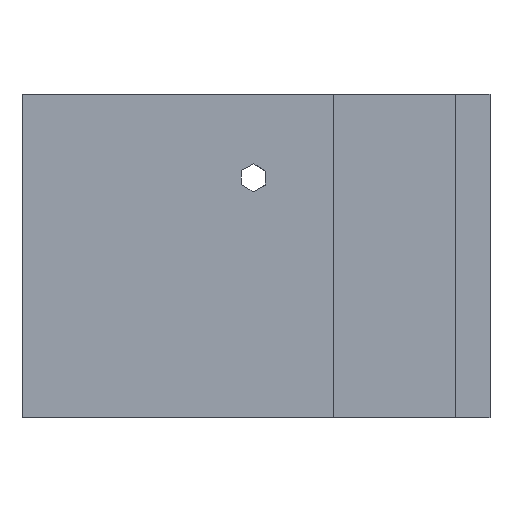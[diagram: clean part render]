
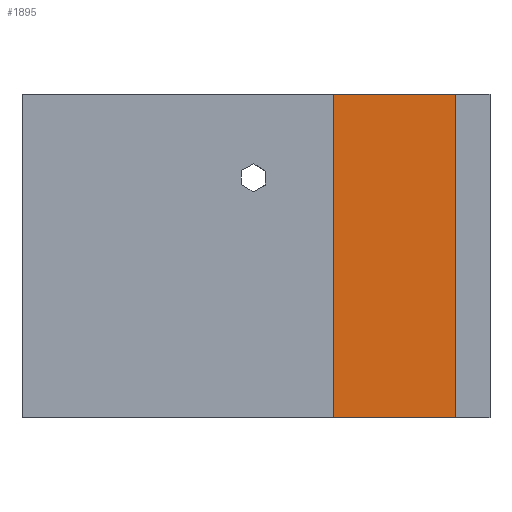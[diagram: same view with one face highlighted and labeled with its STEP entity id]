
A CAD part, left-side view. The second image highlights one B-rep face of the part: STEP entity #1895.
In plain terms, the highlighted planar face has unit normal (-1, 0, 0).
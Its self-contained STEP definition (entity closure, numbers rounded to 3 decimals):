
#100 = PLANE('',#101);
#101 = AXIS2_PLACEMENT_3D('',#102,#103,#104);
#102 = CARTESIAN_POINT('',(0.,0.,0.));
#103 = DIRECTION('',(0.,0.,1.));
#104 = DIRECTION('',(1.,0.,-0.));
#126 = PLANE('',#127);
#127 = AXIS2_PLACEMENT_3D('',#128,#129,#130);
#128 = CARTESIAN_POINT('',(0.,2.532,23.804));
#129 = DIRECTION('',(0.,-1.,0.));
#130 = DIRECTION('',(1.,0.,0.));
#220 = VERTEX_POINT('',#221);
#221 = CARTESIAN_POINT('',(11.542,2.532,0.));
#240 = EDGE_CURVE('',#241,#220,#243,.T.);
#241 = VERTEX_POINT('',#242);
#242 = CARTESIAN_POINT('',(11.542,2.532,
    23.804));
#243 = SURFACE_CURVE('',#244,(#248,#255),.PCURVE_S1.);
#244 = LINE('',#245,#246);
#245 = CARTESIAN_POINT('',(11.542,2.532,
    23.804));
#246 = VECTOR('',#247,1.);
#247 = DIRECTION('',(-0.,-0.,-1.));
#248 = PCURVE('',#126,#249);
#249 = DEFINITIONAL_REPRESENTATION('',(#250),#254);
#250 = LINE('',#251,#252);
#251 = CARTESIAN_POINT('',(11.542,0.));
#252 = VECTOR('',#253,1.);
#253 = DIRECTION('',(0.,-1.));
#254 = ( GEOMETRIC_REPRESENTATION_CONTEXT(2) 
PARAMETRIC_REPRESENTATION_CONTEXT() REPRESENTATION_CONTEXT('2D SPACE',''
  ) );
#255 = PCURVE('',#256,#261);
#256 = PLANE('',#257);
#257 = AXIS2_PLACEMENT_3D('',#258,#259,#260);
#258 = CARTESIAN_POINT('',(11.542,2.532,
    23.804));
#259 = DIRECTION('',(1.,0.,0.));
#260 = DIRECTION('',(-0.,1.,0.));
#261 = DEFINITIONAL_REPRESENTATION('',(#262),#266);
#262 = LINE('',#263,#264);
#263 = CARTESIAN_POINT('',(0.,0.));
#264 = VECTOR('',#265,1.);
#265 = DIRECTION('',(0.,-1.));
#266 = ( GEOMETRIC_REPRESENTATION_CONTEXT(2) 
PARAMETRIC_REPRESENTATION_CONTEXT() REPRESENTATION_CONTEXT('2D SPACE',''
  ) );
#284 = PLANE('',#285);
#285 = AXIS2_PLACEMENT_3D('',#286,#287,#288);
#286 = CARTESIAN_POINT('',(0.,0.,23.804));
#287 = DIRECTION('',(0.,0.,1.));
#288 = DIRECTION('',(1.,0.,-0.));
#1062 = VERTEX_POINT('',#1063);
#1063 = CARTESIAN_POINT('',(11.542,11.561,0.));
#1076 = PLANE('',#1077);
#1077 = AXIS2_PLACEMENT_3D('',#1078,#1079,#1080);
#1078 = CARTESIAN_POINT('',(11.542,11.561,
    23.804));
#1079 = DIRECTION('',(0.,1.,-0.));
#1080 = DIRECTION('',(-1.,0.,0.));
#1087 = EDGE_CURVE('',#220,#1062,#1088,.T.);
#1088 = SURFACE_CURVE('',#1089,(#1093,#1099),.PCURVE_S1.);
#1089 = LINE('',#1090,#1091);
#1090 = CARTESIAN_POINT('',(11.542,1.266,0.));
#1091 = VECTOR('',#1092,1.);
#1092 = DIRECTION('',(0.,1.,0.));
#1093 = PCURVE('',#100,#1094);
#1094 = DEFINITIONAL_REPRESENTATION('',(#1095),#1098);
#1095 = B_SPLINE_CURVE_WITH_KNOTS('',1,(#1096,#1097),.UNSPECIFIED.,.F.,
  .F.,(2,2),(1.266,10.295),.PIECEWISE_BEZIER_KNOTS.);
#1096 = CARTESIAN_POINT('',(11.542,2.532));
#1097 = CARTESIAN_POINT('',(11.542,11.561));
#1098 = ( GEOMETRIC_REPRESENTATION_CONTEXT(2) 
PARAMETRIC_REPRESENTATION_CONTEXT() REPRESENTATION_CONTEXT('2D SPACE',''
  ) );
#1099 = PCURVE('',#256,#1100);
#1100 = DEFINITIONAL_REPRESENTATION('',(#1101),#1104);
#1101 = B_SPLINE_CURVE_WITH_KNOTS('',1,(#1102,#1103),.UNSPECIFIED.,.F.,
  .F.,(2,2),(1.266,10.295),.PIECEWISE_BEZIER_KNOTS.);
#1102 = CARTESIAN_POINT('',(0.,-23.804));
#1103 = CARTESIAN_POINT('',(9.029,-23.804));
#1104 = ( GEOMETRIC_REPRESENTATION_CONTEXT(2) 
PARAMETRIC_REPRESENTATION_CONTEXT() REPRESENTATION_CONTEXT('2D SPACE',''
  ) );
#1852 = VERTEX_POINT('',#1853);
#1853 = CARTESIAN_POINT('',(11.542,11.561,
    23.804));
#1874 = EDGE_CURVE('',#241,#1852,#1875,.T.);
#1875 = SURFACE_CURVE('',#1876,(#1880,#1887),.PCURVE_S1.);
#1876 = LINE('',#1877,#1878);
#1877 = CARTESIAN_POINT('',(11.542,2.532,
    23.804));
#1878 = VECTOR('',#1879,1.);
#1879 = DIRECTION('',(0.,1.,0.));
#1880 = PCURVE('',#284,#1881);
#1881 = DEFINITIONAL_REPRESENTATION('',(#1882),#1886);
#1882 = LINE('',#1883,#1884);
#1883 = CARTESIAN_POINT('',(11.542,2.532));
#1884 = VECTOR('',#1885,1.);
#1885 = DIRECTION('',(0.,1.));
#1886 = ( GEOMETRIC_REPRESENTATION_CONTEXT(2) 
PARAMETRIC_REPRESENTATION_CONTEXT() REPRESENTATION_CONTEXT('2D SPACE',''
  ) );
#1887 = PCURVE('',#256,#1888);
#1888 = DEFINITIONAL_REPRESENTATION('',(#1889),#1893);
#1889 = LINE('',#1890,#1891);
#1890 = CARTESIAN_POINT('',(0.,0.));
#1891 = VECTOR('',#1892,1.);
#1892 = DIRECTION('',(1.,0.));
#1893 = ( GEOMETRIC_REPRESENTATION_CONTEXT(2) 
PARAMETRIC_REPRESENTATION_CONTEXT() REPRESENTATION_CONTEXT('2D SPACE',''
  ) );
#1895 = ADVANCED_FACE('6',(#1896),#256,.F.);
#1896 = FACE_BOUND('',#1897,.F.);
#1897 = EDGE_LOOP('',(#1898,#1899,#1900,#1901));
#1898 = ORIENTED_EDGE('',*,*,#1874,.F.);
#1899 = ORIENTED_EDGE('',*,*,#240,.T.);
#1900 = ORIENTED_EDGE('',*,*,#1087,.T.);
#1901 = ORIENTED_EDGE('',*,*,#1902,.F.);
#1902 = EDGE_CURVE('',#1852,#1062,#1903,.T.);
#1903 = SURFACE_CURVE('',#1904,(#1908,#1915),.PCURVE_S1.);
#1904 = LINE('',#1905,#1906);
#1905 = CARTESIAN_POINT('',(11.542,11.561,
    23.804));
#1906 = VECTOR('',#1907,1.);
#1907 = DIRECTION('',(-0.,-0.,-1.));
#1908 = PCURVE('',#256,#1909);
#1909 = DEFINITIONAL_REPRESENTATION('',(#1910),#1914);
#1910 = LINE('',#1911,#1912);
#1911 = CARTESIAN_POINT('',(9.029,0.));
#1912 = VECTOR('',#1913,1.);
#1913 = DIRECTION('',(0.,-1.));
#1914 = ( GEOMETRIC_REPRESENTATION_CONTEXT(2) 
PARAMETRIC_REPRESENTATION_CONTEXT() REPRESENTATION_CONTEXT('2D SPACE',''
  ) );
#1915 = PCURVE('',#1076,#1916);
#1916 = DEFINITIONAL_REPRESENTATION('',(#1917),#1921);
#1917 = LINE('',#1918,#1919);
#1918 = CARTESIAN_POINT('',(0.,0.));
#1919 = VECTOR('',#1920,1.);
#1920 = DIRECTION('',(0.,-1.));
#1921 = ( GEOMETRIC_REPRESENTATION_CONTEXT(2) 
PARAMETRIC_REPRESENTATION_CONTEXT() REPRESENTATION_CONTEXT('2D SPACE',''
  ) );
